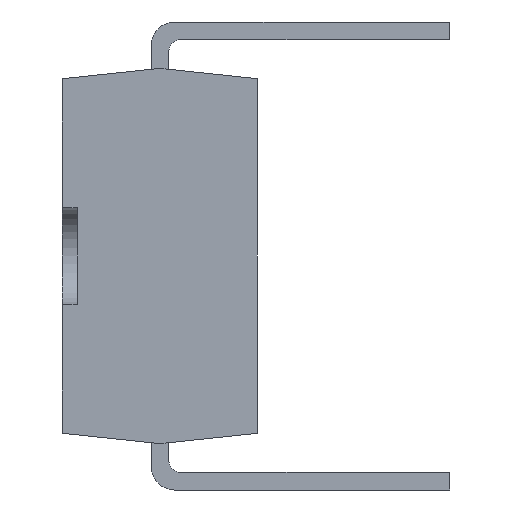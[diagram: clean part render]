
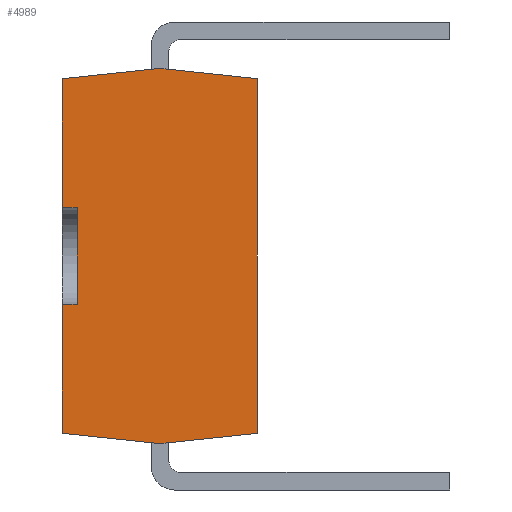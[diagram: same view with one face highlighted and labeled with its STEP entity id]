
A CAD part, left-side view. The second image highlights one B-rep face of the part: STEP entity #4989.
In plain terms, the highlighted planar face has unit normal (-1, 0, 0).
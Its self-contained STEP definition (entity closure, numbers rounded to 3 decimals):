
#48=PLANE('',#5303);
#270=FACE_OUTER_BOUND('',#552,.T.);
#552=EDGE_LOOP('',(#3444,#3445,#3446,#3447,#3448,#3449,#3450,#3451,#3452,
#3453));
#832=LINE('',#7141,#1454);
#833=LINE('',#7144,#1455);
#834=LINE('',#7146,#1456);
#835=LINE('',#7149,#1457);
#836=LINE('',#7151,#1458);
#837=LINE('',#7153,#1459);
#838=LINE('',#7155,#1460);
#839=LINE('',#7157,#1461);
#840=LINE('',#7159,#1462);
#841=LINE('',#7160,#1463);
#1454=VECTOR('',#5709,10.);
#1455=VECTOR('',#5712,10.);
#1456=VECTOR('',#5715,10.);
#1457=VECTOR('',#5718,10.);
#1458=VECTOR('',#5719,10.);
#1459=VECTOR('',#5720,10.);
#1460=VECTOR('',#5721,10.);
#1461=VECTOR('',#5722,10.);
#1462=VECTOR('',#5723,10.);
#1463=VECTOR('',#5724,10.);
#2198=VERTEX_POINT('',#7137);
#2199=VERTEX_POINT('',#7138);
#2200=VERTEX_POINT('',#7140);
#2201=VERTEX_POINT('',#7142);
#2202=VERTEX_POINT('',#7148);
#2203=VERTEX_POINT('',#7150);
#2204=VERTEX_POINT('',#7152);
#2205=VERTEX_POINT('',#7154);
#2206=VERTEX_POINT('',#7156);
#2207=VERTEX_POINT('',#7158);
#2695=EDGE_CURVE('',#2200,#2198,#832,.T.);
#2697=EDGE_CURVE('',#2199,#2201,#833,.T.);
#2698=EDGE_CURVE('',#2201,#2200,#834,.T.);
#2699=EDGE_CURVE('',#2202,#2198,#835,.T.);
#2700=EDGE_CURVE('',#2202,#2203,#836,.T.);
#2701=EDGE_CURVE('',#2204,#2203,#837,.T.);
#2702=EDGE_CURVE('',#2204,#2205,#838,.T.);
#2703=EDGE_CURVE('',#2205,#2206,#839,.T.);
#2704=EDGE_CURVE('',#2207,#2206,#840,.T.);
#2705=EDGE_CURVE('',#2199,#2207,#841,.T.);
#3444=ORIENTED_EDGE('',*,*,#2697,.T.);
#3445=ORIENTED_EDGE('',*,*,#2698,.T.);
#3446=ORIENTED_EDGE('',*,*,#2695,.T.);
#3447=ORIENTED_EDGE('',*,*,#2699,.F.);
#3448=ORIENTED_EDGE('',*,*,#2700,.T.);
#3449=ORIENTED_EDGE('',*,*,#2701,.F.);
#3450=ORIENTED_EDGE('',*,*,#2702,.T.);
#3451=ORIENTED_EDGE('',*,*,#2703,.T.);
#3452=ORIENTED_EDGE('',*,*,#2704,.F.);
#3453=ORIENTED_EDGE('',*,*,#2705,.F.);
#4989=ADVANCED_FACE('',(#270),#48,.F.);
#5303=AXIS2_PLACEMENT_3D('',#7147,#5716,#5717);
#5709=DIRECTION('',(0.,1.,0.));
#5712=DIRECTION('',(0.,-1.,0.));
#5715=DIRECTION('',(0.,0.,-1.));
#5716=DIRECTION('center_axis',(1.,0.,0.));
#5717=DIRECTION('ref_axis',(0.,0.,-1.));
#5718=DIRECTION('',(0.,0.,1.));
#5719=DIRECTION('',(0.,-0.994,-0.105));
#5720=DIRECTION('',(0.,0.994,-0.105));
#5721=DIRECTION('',(0.,0.,1.));
#5722=DIRECTION('',(0.,0.994,0.105));
#5723=DIRECTION('',(0.,-0.994,0.105));
#5724=DIRECTION('',(0.,0.,1.));
#7137=CARTESIAN_POINT('',(-9.98,4.55,-0.82));
#7138=CARTESIAN_POINT('',(-9.98,4.55,0.82));
#7140=CARTESIAN_POINT('',(-9.98,4.3,-0.82));
#7141=CARTESIAN_POINT('',(-9.98,4.55,-0.82));
#7142=CARTESIAN_POINT('',(-9.98,4.3,0.82));
#7144=CARTESIAN_POINT('',(-9.98,4.55,0.82));
#7146=CARTESIAN_POINT('',(-9.98,4.3,0.));
#7147=CARTESIAN_POINT('Origin',(-9.98,2.9,0.));
#7148=CARTESIAN_POINT('',(-9.98,4.55,-3.));
#7149=CARTESIAN_POINT('',(-9.98,4.55,0.));
#7150=CARTESIAN_POINT('',(-9.98,2.9,-3.175));
#7151=CARTESIAN_POINT('',(-9.98,4.55,-3.));
#7152=CARTESIAN_POINT('',(-9.98,1.25,-3.));
#7153=CARTESIAN_POINT('',(-9.98,1.25,-3.));
#7154=CARTESIAN_POINT('',(-9.98,1.25,3.));
#7155=CARTESIAN_POINT('',(-9.98,1.25,0.));
#7156=CARTESIAN_POINT('',(-9.98,2.9,3.175));
#7157=CARTESIAN_POINT('',(-9.98,1.25,3.));
#7158=CARTESIAN_POINT('',(-9.98,4.55,3.));
#7159=CARTESIAN_POINT('',(-9.98,4.55,3.));
#7160=CARTESIAN_POINT('',(-9.98,4.55,0.));
